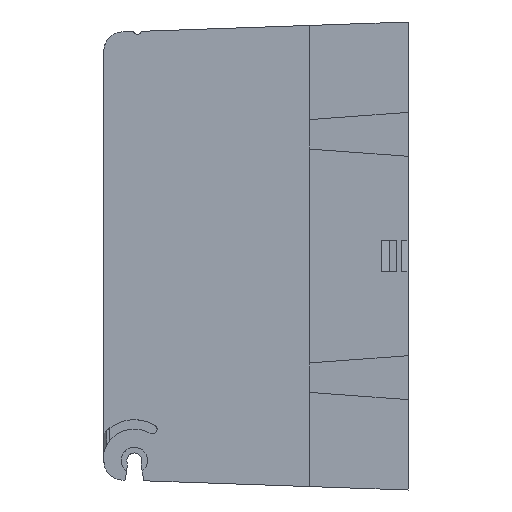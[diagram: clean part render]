
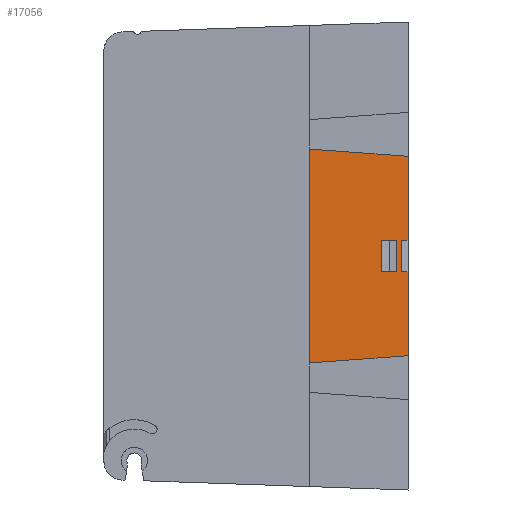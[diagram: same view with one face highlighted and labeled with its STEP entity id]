
A CAD part, left-side view. The second image highlights one B-rep face of the part: STEP entity #17056.
In plain terms, the highlighted planar face has unit normal (-1, 0, 0).
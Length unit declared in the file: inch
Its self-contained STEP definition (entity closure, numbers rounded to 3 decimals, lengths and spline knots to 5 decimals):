
#993 = LINE ( 'NONE', #23775, #18412 ) ;
#1595 = LINE ( 'NONE', #42500, #33072 ) ;
#2201 = ORIENTED_EDGE ( 'NONE', *, *, #12105, .T. ) ;
#2559 = ORIENTED_EDGE ( 'NONE', *, *, #12169, .F. ) ;
#2943 = VERTEX_POINT ( 'NONE', #4956 ) ;
#3217 = VERTEX_POINT ( 'NONE', #38419 ) ;
#3263 = DIRECTION ( 'NONE',  ( -1., 0., 0. ) ) ;
#3406 = VECTOR ( 'NONE', #43827, 39.37008 ) ;
#3703 = CARTESIAN_POINT ( 'NONE',  ( -0.8575, 0., -2.25 ) ) ;
#3860 = LINE ( 'NONE', #34142, #27425 ) ;
#3862 = DIRECTION ( 'NONE',  ( 0., 1., 0. ) ) ;
#3995 = ORIENTED_EDGE ( 'NONE', *, *, #12305, .T. ) ;
#4079 = EDGE_LOOP ( 'NONE', ( #8646, #39906, #4195, #23119, #10895, #2201, #38801, #2559 ) ) ;
#4195 = ORIENTED_EDGE ( 'NONE', *, *, #11968, .F. ) ;
#4956 = CARTESIAN_POINT ( 'NONE',  ( -0.8575, 0., -0.17 ) ) ;
#4972 = CARTESIAN_POINT ( 'NONE',  ( -0.8575, 0.07, 0.17 ) ) ;
#5379 = ORIENTED_EDGE ( 'NONE', *, *, #12235, .T. ) ;
#5422 = CARTESIAN_POINT ( 'NONE',  ( -0.8575, 0.12, 0.17 ) ) ;
#5685 = LINE ( 'NONE', #3703, #32605 ) ;
#6376 = CARTESIAN_POINT ( 'NONE',  ( -0.8575, 0.12, 0.17 ) ) ;
#8499 = DIRECTION ( 'NONE',  ( 0., 0., -1. ) ) ;
#8646 = ORIENTED_EDGE ( 'NONE', *, *, #11900, .F. ) ;
#8651 = DIRECTION ( 'NONE',  ( 0., 1., 0. ) ) ;
#9399 = VECTOR ( 'NONE', #8651, 39.37008 ) ;
#9444 = LINE ( 'NONE', #5422, #12622 ) ;
#9619 = CARTESIAN_POINT ( 'NONE',  ( -0.8575, 1.05, 1.14282 ) ) ;
#9980 = VERTEX_POINT ( 'NONE', #14922 ) ;
#10381 = EDGE_CURVE ( 'NONE', #40133, #31265, #29135, .T. ) ;
#10397 = VERTEX_POINT ( 'NONE', #23495 ) ;
#10459 = VECTOR ( 'NONE', #3862, 39.37008 ) ;
#10605 = DIRECTION ( 'NONE',  ( 0., -0.997, 0.074 ) ) ;
#10895 = ORIENTED_EDGE ( 'NONE', *, *, #12043, .T. ) ;
#11123 = CARTESIAN_POINT ( 'NONE',  ( -0.8575, 0., 0.17 ) ) ;
#11805 = DIRECTION ( 'NONE',  ( 0., 1., 0. ) ) ;
#11900 = EDGE_CURVE ( 'NONE', #37854, #22592, #18367, .T. ) ;
#11960 = EDGE_CURVE ( 'NONE', #37854, #9980, #34136, .T. ) ;
#11968 = EDGE_CURVE ( 'NONE', #40133, #9980, #993, .T. ) ;
#12043 = EDGE_CURVE ( 'NONE', #31265, #14720, #3860, .T. ) ;
#12105 = EDGE_CURVE ( 'NONE', #14720, #2943, #5685, .T. ) ;
#12165 = EDGE_CURVE ( 'NONE', #2943, #10397, #30475, .T. ) ;
#12169 = EDGE_CURVE ( 'NONE', #22592, #10397, #23151, .T. ) ;
#12228 = EDGE_CURVE ( 'NONE', #22058, #17970, #31460, .T. ) ;
#12235 = EDGE_CURVE ( 'NONE', #22058, #20411, #9444, .T. ) ;
#12305 = EDGE_CURVE ( 'NONE', #20411, #3217, #28381, .T. ) ;
#12365 = EDGE_CURVE ( 'NONE', #17970, #3217, #1595, .T. ) ;
#12622 = VECTOR ( 'NONE', #32485, 39.37008 ) ;
#13612 = DIRECTION ( 'NONE',  ( 0., -0.997, -0.074 ) ) ;
#14720 = VERTEX_POINT ( 'NONE', #22823 ) ;
#14922 = CARTESIAN_POINT ( 'NONE',  ( -0.8575, 0., 1.065 ) ) ;
#17056 = ADVANCED_FACE ( 'NONE', ( #23612, #39263 ), #30359, .T. ) ;
#17632 = CARTESIAN_POINT ( 'NONE',  ( -0.8575, 0.07, 0.17 ) ) ;
#17970 = VERTEX_POINT ( 'NONE', #43946 ) ;
#18367 = LINE ( 'NONE', #20092, #21558 ) ;
#18412 = VECTOR ( 'NONE', #13612, 39.37008 ) ;
#20092 = CARTESIAN_POINT ( 'NONE',  ( -0.8575, 0., 0.17 ) ) ;
#20107 = CARTESIAN_POINT ( 'NONE',  ( -0.8575, 1.05, 2.21333 ) ) ;
#20411 = VERTEX_POINT ( 'NONE', #29909 ) ;
#21558 = VECTOR ( 'NONE', #43543, 39.37008 ) ;
#22058 = VERTEX_POINT ( 'NONE', #6376 ) ;
#22428 = DIRECTION ( 'NONE',  ( 0., 0., -1. ) ) ;
#22592 = VERTEX_POINT ( 'NONE', #17632 ) ;
#22823 = CARTESIAN_POINT ( 'NONE',  ( -0.8575, 0., -1.065 ) ) ;
#23119 = ORIENTED_EDGE ( 'NONE', *, *, #10381, .T. ) ;
#23151 = LINE ( 'NONE', #4972, #30515 ) ;
#23186 = VECTOR ( 'NONE', #11805, 39.37008 ) ;
#23495 = CARTESIAN_POINT ( 'NONE',  ( -0.8575, 0.07, -0.17 ) ) ;
#23612 = FACE_OUTER_BOUND ( 'NONE', #4079, .T. ) ;
#23775 = CARTESIAN_POINT ( 'NONE',  ( -0.8575, 0.80261, 1.12449 ) ) ;
#23789 = CARTESIAN_POINT ( 'NONE',  ( -0.8575, 1.05, -2.21333 ) ) ;
#23982 = VECTOR ( 'NONE', #40180, 39.37008 ) ;
#24208 = DIRECTION ( 'NONE',  ( 0., 0., 1. ) ) ;
#24870 = EDGE_LOOP ( 'NONE', ( #35677, #5379, #3995, #40373 ) ) ;
#27154 = DIRECTION ( 'NONE',  ( 0., 0., 1. ) ) ;
#27425 = VECTOR ( 'NONE', #10605, 39.37008 ) ;
#27689 = CARTESIAN_POINT ( 'NONE',  ( -0.8575, 0.2816, -0.17 ) ) ;
#28381 = LINE ( 'NONE', #27689, #10459 ) ;
#29135 = LINE ( 'NONE', #20107, #23982 ) ;
#29909 = CARTESIAN_POINT ( 'NONE',  ( -0.8575, 0.12, -0.17 ) ) ;
#30004 = CARTESIAN_POINT ( 'NONE',  ( -0.8575, 1.05, -1.14282 ) ) ;
#30359 = PLANE ( 'NONE',  #42816 ) ;
#30475 = LINE ( 'NONE', #34421, #23186 ) ;
#30515 = VECTOR ( 'NONE', #8499, 39.37008 ) ;
#31265 = VERTEX_POINT ( 'NONE', #30004 ) ;
#31460 = LINE ( 'NONE', #32198, #9399 ) ;
#32198 = CARTESIAN_POINT ( 'NONE',  ( -0.8575, 0.2816, 0.17 ) ) ;
#32485 = DIRECTION ( 'NONE',  ( 0., 0., -1. ) ) ;
#32605 = VECTOR ( 'NONE', #24208, 39.37008 ) ;
#33072 = VECTOR ( 'NONE', #22428, 39.37008 ) ;
#34136 = LINE ( 'NONE', #36822, #3406 ) ;
#34142 = CARTESIAN_POINT ( 'NONE',  ( -0.8575, 0., -1.065 ) ) ;
#34421 = CARTESIAN_POINT ( 'NONE',  ( -0.8575, 0., -0.17 ) ) ;
#35677 = ORIENTED_EDGE ( 'NONE', *, *, #12228, .F. ) ;
#36822 = CARTESIAN_POINT ( 'NONE',  ( -0.8575, 0., -2.25 ) ) ;
#37854 = VERTEX_POINT ( 'NONE', #11123 ) ;
#38419 = CARTESIAN_POINT ( 'NONE',  ( -0.8575, 0.2816, -0.17 ) ) ;
#38801 = ORIENTED_EDGE ( 'NONE', *, *, #12165, .T. ) ;
#39263 = FACE_BOUND ( 'NONE', #24870, .T. ) ;
#39906 = ORIENTED_EDGE ( 'NONE', *, *, #11960, .T. ) ;
#40133 = VERTEX_POINT ( 'NONE', #9619 ) ;
#40180 = DIRECTION ( 'NONE',  ( 0., 0., -1. ) ) ;
#40373 = ORIENTED_EDGE ( 'NONE', *, *, #12365, .F. ) ;
#42500 = CARTESIAN_POINT ( 'NONE',  ( -0.8575, 0.2816, 0.17 ) ) ;
#42816 = AXIS2_PLACEMENT_3D ( 'NONE', #23789, #3263, #27154 ) ;
#43543 = DIRECTION ( 'NONE',  ( 0., 1., 0. ) ) ;
#43827 = DIRECTION ( 'NONE',  ( 0., 0., 1. ) ) ;
#43946 = CARTESIAN_POINT ( 'NONE',  ( -0.8575, 0.2816, 0.17 ) ) ;
